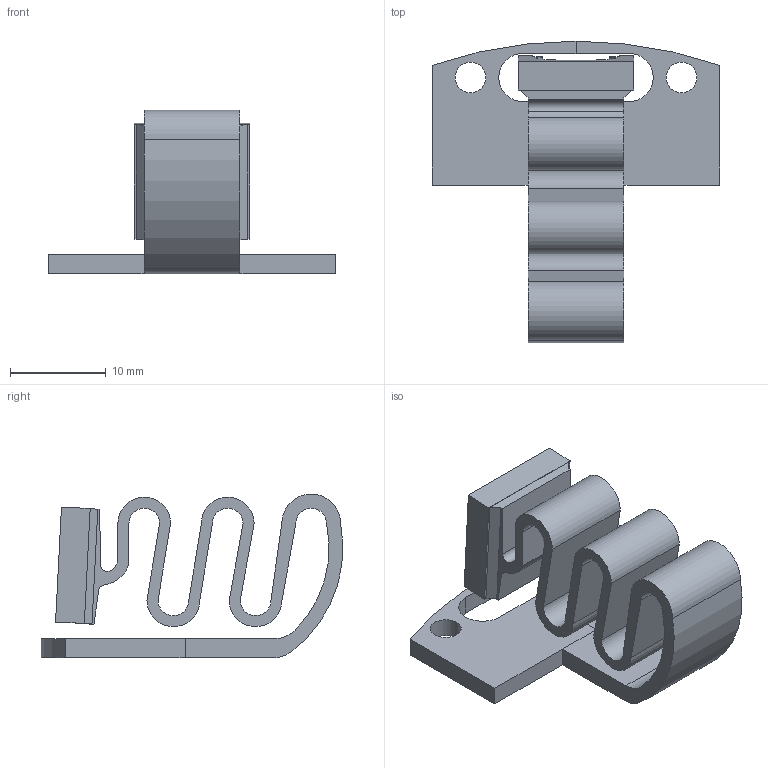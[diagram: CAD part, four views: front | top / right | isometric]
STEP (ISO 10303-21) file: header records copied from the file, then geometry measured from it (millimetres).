
FILE_DESCRIPTION(('FreeCAD Model'),'2;1');
FILE_NAME('Open CASCADE Shape Model','2023-11-27T18:39:51',(''),(''), 'Open CASCADE STEP processor 7.6','FreeCAD','Unknown');
FILE_SCHEMA(('AUTOMOTIVE_DESIGN { 1 0 10303 214 1 1 1 1 }'));
Length unit declared in the file: millimetre
Products named in the file (1): Body
Bounding box: 30 x 31.45 x 17.07 mm (x, y, z)
Volume: 2279.3 mm3; surface area: 3769 mm2
Topology: 1 solids, 1 shells, 75 faces, 217 edges, 142 vertices
Faces by surface type: plane 50, cylinder 25
Full cylindrical faces by diameter (mm): 3.2 x2
Entity records: 5348 total; most frequent: CARTESIAN_POINT 941, DIRECTION 841, LINE 551, VECTOR 551, ORIENTED_EDGE 434, PCURVE 434, DEFINITIONAL_REPRESENTATION 434, EDGE_CURVE 217
